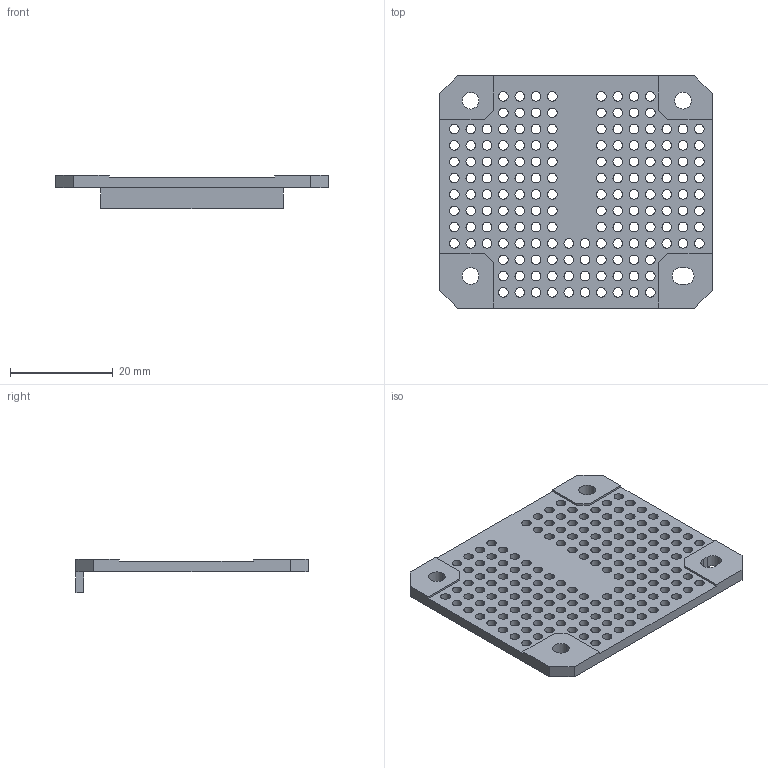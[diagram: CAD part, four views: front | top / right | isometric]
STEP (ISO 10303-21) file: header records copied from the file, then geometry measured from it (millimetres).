
FILE_DESCRIPTION (( 'STEP AP214' ), '1' );
FILE_NAME ('2004920-.stp', '2019-08-15T16:06:48', ( '' ), ( '' ), 'SwSTEP 2.0', 'SolidWorks 2019', '' );
FILE_SCHEMA (( 'AUTOMOTIVE_DESIGN' ));
Length unit declared in the file: inch
Products named in the file (1): 2004920-
Bounding box: 52.98 x 45.14 x 6.48 mm (x, y, z)
Volume: 4219.1 mm3; surface area: 6535 mm2
Topology: 1 solids, 1 shells, 361 faces, 1077 edges, 718 vertices
Faces by surface type: cylinder 329, plane 32
Entity records: 13225 total; most frequent: DIRECTION 2459, CARTESIAN_POINT 2157, ORIENTED_EDGE 2154, EDGE_CURVE 1077, AXIS2_PLACEMENT_3D 1020, VERTEX_POINT 718, EDGE_LOOP 689, CIRCLE 658
